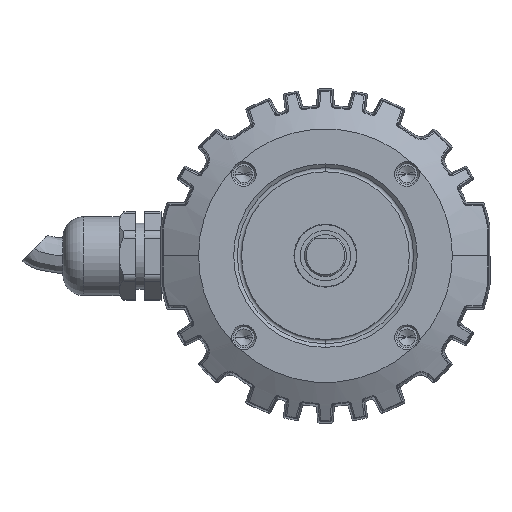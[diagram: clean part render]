
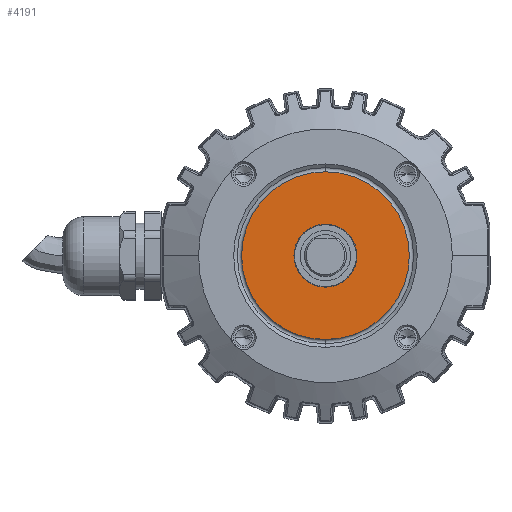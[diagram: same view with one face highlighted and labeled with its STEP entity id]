
A CAD part, top view. The second image highlights one B-rep face of the part: STEP entity #4191.
In plain terms, the highlighted planar face has unit normal (0, 0, 1).
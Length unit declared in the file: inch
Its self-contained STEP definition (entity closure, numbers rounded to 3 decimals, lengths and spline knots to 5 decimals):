
#4191 = ADVANCED_FACE ( 'NONE', ( #11576, #11591 ), #37422, .T. ) ;
#8192 = EDGE_CURVE ( 'NONE', #38707, #38708, #35990, .T. ) ;
#8308 = EDGE_CURVE ( 'NONE', #38948, #39007, #36069, .T. ) ;
#8485 = AXIS2_PLACEMENT_3D ( 'NONE', #42338, #42339, #42341 ) ;
#8519 = AXIS2_PLACEMENT_3D ( 'NONE', #41754, #41756, #41757 ) ;
#10289 = AXIS2_PLACEMENT_3D ( 'NONE', #37456, #37399, #37397 ) ;
#11576 = FACE_OUTER_BOUND ( 'NONE', #32267, .T. ) ;
#11591 = FACE_BOUND ( 'NONE', #32944, .T. ) ;
#19834 = CARTESIAN_POINT ( 'NONE',  ( 0., 0., 1.433 ) ) ;
#19835 = DIRECTION ( 'NONE',  ( 0., 0., -1. ) ) ;
#19836 = DIRECTION ( 'NONE',  ( 0., 1., 0. ) ) ;
#19837 = CARTESIAN_POINT ( 'NONE',  ( 0., 0., 1.433 ) ) ;
#19838 = DIRECTION ( 'NONE',  ( 0., 0., -1. ) ) ;
#19839 = DIRECTION ( 'NONE',  ( 0., 1., 0. ) ) ;
#25209 = CARTESIAN_POINT ( 'NONE',  ( 0., 0.375, 1.433 ) ) ;
#25211 = CARTESIAN_POINT ( 'NONE',  ( 0., -0.375, 1.433 ) ) ;
#25596 = CARTESIAN_POINT ( 'NONE',  ( 0., 0.99925, 1.433 ) ) ;
#25698 = CARTESIAN_POINT ( 'NONE',  ( 0., -0.99925, 1.433 ) ) ;
#32267 = EDGE_LOOP ( 'NONE', ( #45207, #45208 ) ) ;
#32944 = EDGE_LOOP ( 'NONE', ( #45209, #45210 ) ) ;
#35990 = CIRCLE ( 'NONE', #8519, 0.375 ) ;
#36069 = CIRCLE ( 'NONE', #8485, 0.99925 ) ;
#37397 = DIRECTION ( 'NONE',  ( 1., 0., 0. ) ) ;
#37399 = DIRECTION ( 'NONE',  ( 0., 0., 1. ) ) ;
#37422 = PLANE ( 'NONE',  #10289 ) ;
#37456 = CARTESIAN_POINT ( 'NONE',  ( 0., 0., 1.433 ) ) ;
#38707 = VERTEX_POINT ( 'NONE', #25209 ) ;
#38708 = VERTEX_POINT ( 'NONE', #25211 ) ;
#38948 = VERTEX_POINT ( 'NONE', #25596 ) ;
#39007 = VERTEX_POINT ( 'NONE', #25698 ) ;
#40860 = CIRCLE ( 'NONE', #52034, 0.375 ) ;
#40861 = CIRCLE ( 'NONE', #52036, 0.99925 ) ;
#41712 = EDGE_CURVE ( 'NONE', #38708, #38707, #40860, .T. ) ;
#41714 = EDGE_CURVE ( 'NONE', #39007, #38948, #40861, .T. ) ;
#41754 = CARTESIAN_POINT ( 'NONE',  ( 0., 0., 1.433 ) ) ;
#41756 = DIRECTION ( 'NONE',  ( 0., 0., -1. ) ) ;
#41757 = DIRECTION ( 'NONE',  ( 0., 1., 0. ) ) ;
#42338 = CARTESIAN_POINT ( 'NONE',  ( 0., 0., 1.433 ) ) ;
#42339 = DIRECTION ( 'NONE',  ( 0., 0., -1. ) ) ;
#42341 = DIRECTION ( 'NONE',  ( 0., 1., 0. ) ) ;
#45207 = ORIENTED_EDGE ( 'NONE', *, *, #8308, .F. ) ;
#45208 = ORIENTED_EDGE ( 'NONE', *, *, #41714, .F. ) ;
#45209 = ORIENTED_EDGE ( 'NONE', *, *, #8192, .T. ) ;
#45210 = ORIENTED_EDGE ( 'NONE', *, *, #41712, .T. ) ;
#52034 = AXIS2_PLACEMENT_3D ( 'NONE', #19834, #19835, #19836 ) ;
#52036 = AXIS2_PLACEMENT_3D ( 'NONE', #19837, #19838, #19839 ) ;
